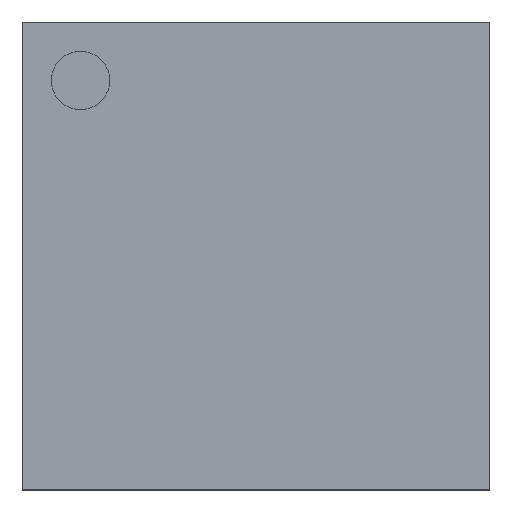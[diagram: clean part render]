
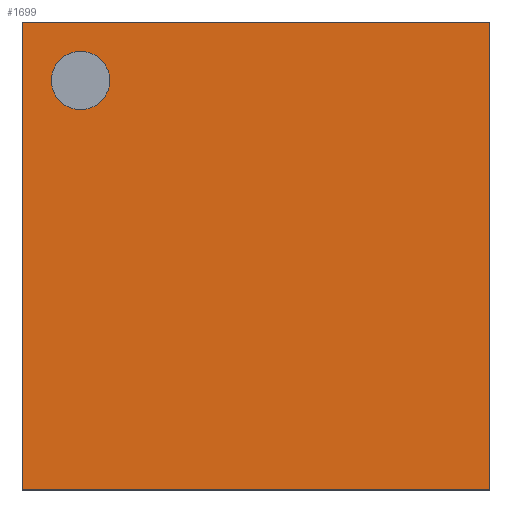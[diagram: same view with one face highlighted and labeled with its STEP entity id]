
A CAD part, top view. The second image highlights one B-rep face of the part: STEP entity #1699.
In plain terms, the highlighted planar face has unit normal (0, 0, 1).
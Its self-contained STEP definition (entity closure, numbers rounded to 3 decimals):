
#1510 = VERTEX_POINT('',#1511);
#1511 = CARTESIAN_POINT('',(-3.,-3.,1.));
#1518 = PLANE('',#1519);
#1519 = AXIS2_PLACEMENT_3D('',#1520,#1521,#1522);
#1520 = CARTESIAN_POINT('',(-3.,-3.,0.3));
#1521 = DIRECTION('',(1.,0.,0.));
#1522 = DIRECTION('',(0.,0.,1.));
#1530 = PLANE('',#1531);
#1531 = AXIS2_PLACEMENT_3D('',#1532,#1533,#1534);
#1532 = CARTESIAN_POINT('',(-3.,-3.,0.3));
#1533 = DIRECTION('',(0.,1.,0.));
#1534 = DIRECTION('',(0.,0.,1.));
#1571 = VERTEX_POINT('',#1572);
#1572 = CARTESIAN_POINT('',(-3.,3.,1.));
#1586 = PLANE('',#1587);
#1587 = AXIS2_PLACEMENT_3D('',#1588,#1589,#1590);
#1588 = CARTESIAN_POINT('',(-3.,3.,0.3));
#1589 = DIRECTION('',(0.,1.,0.));
#1590 = DIRECTION('',(0.,0.,1.));
#1598 = EDGE_CURVE('',#1510,#1571,#1599,.T.);
#1599 = SURFACE_CURVE('',#1600,(#1604,#1611),.PCURVE_S1.);
#1600 = LINE('',#1601,#1602);
#1601 = CARTESIAN_POINT('',(-3.,-3.,1.));
#1602 = VECTOR('',#1603,1.);
#1603 = DIRECTION('',(0.,1.,0.));
#1604 = PCURVE('',#1518,#1605);
#1605 = DEFINITIONAL_REPRESENTATION('',(#1606),#1610);
#1606 = LINE('',#1607,#1608);
#1607 = CARTESIAN_POINT('',(0.7,0.));
#1608 = VECTOR('',#1609,1.);
#1609 = DIRECTION('',(0.,-1.));
#1610 = ( GEOMETRIC_REPRESENTATION_CONTEXT(2) 
PARAMETRIC_REPRESENTATION_CONTEXT() REPRESENTATION_CONTEXT('2D SPACE',''
  ) );
#1611 = PCURVE('',#1612,#1617);
#1612 = PLANE('',#1613);
#1613 = AXIS2_PLACEMENT_3D('',#1614,#1615,#1616);
#1614 = CARTESIAN_POINT('',(-3.,-3.,1.));
#1615 = DIRECTION('',(0.,0.,1.));
#1616 = DIRECTION('',(1.,0.,0.));
#1617 = DEFINITIONAL_REPRESENTATION('',(#1618),#1622);
#1618 = LINE('',#1619,#1620);
#1619 = CARTESIAN_POINT('',(0.,0.));
#1620 = VECTOR('',#1621,1.);
#1621 = DIRECTION('',(0.,1.));
#1622 = ( GEOMETRIC_REPRESENTATION_CONTEXT(2) 
PARAMETRIC_REPRESENTATION_CONTEXT() REPRESENTATION_CONTEXT('2D SPACE',''
  ) );
#1651 = EDGE_CURVE('',#1510,#1652,#1654,.T.);
#1652 = VERTEX_POINT('',#1653);
#1653 = CARTESIAN_POINT('',(3.,-3.,1.));
#1654 = SURFACE_CURVE('',#1655,(#1659,#1666),.PCURVE_S1.);
#1655 = LINE('',#1656,#1657);
#1656 = CARTESIAN_POINT('',(-3.,-3.,1.));
#1657 = VECTOR('',#1658,1.);
#1658 = DIRECTION('',(1.,0.,0.));
#1659 = PCURVE('',#1530,#1660);
#1660 = DEFINITIONAL_REPRESENTATION('',(#1661),#1665);
#1661 = LINE('',#1662,#1663);
#1662 = CARTESIAN_POINT('',(0.7,0.));
#1663 = VECTOR('',#1664,1.);
#1664 = DIRECTION('',(0.,1.));
#1665 = ( GEOMETRIC_REPRESENTATION_CONTEXT(2) 
PARAMETRIC_REPRESENTATION_CONTEXT() REPRESENTATION_CONTEXT('2D SPACE',''
  ) );
#1666 = PCURVE('',#1612,#1667);
#1667 = DEFINITIONAL_REPRESENTATION('',(#1668),#1672);
#1668 = LINE('',#1669,#1670);
#1669 = CARTESIAN_POINT('',(0.,0.));
#1670 = VECTOR('',#1671,1.);
#1671 = DIRECTION('',(1.,0.));
#1672 = ( GEOMETRIC_REPRESENTATION_CONTEXT(2) 
PARAMETRIC_REPRESENTATION_CONTEXT() REPRESENTATION_CONTEXT('2D SPACE',''
  ) );
#1688 = PLANE('',#1689);
#1689 = AXIS2_PLACEMENT_3D('',#1690,#1691,#1692);
#1690 = CARTESIAN_POINT('',(3.,-3.,0.3));
#1691 = DIRECTION('',(1.,0.,0.));
#1692 = DIRECTION('',(0.,0.,1.));
#1699 = ADVANCED_FACE('',(#1700,#1748),#1612,.T.);
#1700 = FACE_BOUND('',#1701,.T.);
#1701 = EDGE_LOOP('',(#1702,#1703,#1704,#1727));
#1702 = ORIENTED_EDGE('',*,*,#1598,.F.);
#1703 = ORIENTED_EDGE('',*,*,#1651,.T.);
#1704 = ORIENTED_EDGE('',*,*,#1705,.T.);
#1705 = EDGE_CURVE('',#1652,#1706,#1708,.T.);
#1706 = VERTEX_POINT('',#1707);
#1707 = CARTESIAN_POINT('',(3.,3.,1.));
#1708 = SURFACE_CURVE('',#1709,(#1713,#1720),.PCURVE_S1.);
#1709 = LINE('',#1710,#1711);
#1710 = CARTESIAN_POINT('',(3.,-3.,1.));
#1711 = VECTOR('',#1712,1.);
#1712 = DIRECTION('',(0.,1.,0.));
#1713 = PCURVE('',#1612,#1714);
#1714 = DEFINITIONAL_REPRESENTATION('',(#1715),#1719);
#1715 = LINE('',#1716,#1717);
#1716 = CARTESIAN_POINT('',(6.,0.));
#1717 = VECTOR('',#1718,1.);
#1718 = DIRECTION('',(0.,1.));
#1719 = ( GEOMETRIC_REPRESENTATION_CONTEXT(2) 
PARAMETRIC_REPRESENTATION_CONTEXT() REPRESENTATION_CONTEXT('2D SPACE',''
  ) );
#1720 = PCURVE('',#1688,#1721);
#1721 = DEFINITIONAL_REPRESENTATION('',(#1722),#1726);
#1722 = LINE('',#1723,#1724);
#1723 = CARTESIAN_POINT('',(0.7,0.));
#1724 = VECTOR('',#1725,1.);
#1725 = DIRECTION('',(0.,-1.));
#1726 = ( GEOMETRIC_REPRESENTATION_CONTEXT(2) 
PARAMETRIC_REPRESENTATION_CONTEXT() REPRESENTATION_CONTEXT('2D SPACE',''
  ) );
#1727 = ORIENTED_EDGE('',*,*,#1728,.F.);
#1728 = EDGE_CURVE('',#1571,#1706,#1729,.T.);
#1729 = SURFACE_CURVE('',#1730,(#1734,#1741),.PCURVE_S1.);
#1730 = LINE('',#1731,#1732);
#1731 = CARTESIAN_POINT('',(-3.,3.,1.));
#1732 = VECTOR('',#1733,1.);
#1733 = DIRECTION('',(1.,0.,0.));
#1734 = PCURVE('',#1612,#1735);
#1735 = DEFINITIONAL_REPRESENTATION('',(#1736),#1740);
#1736 = LINE('',#1737,#1738);
#1737 = CARTESIAN_POINT('',(0.,6.));
#1738 = VECTOR('',#1739,1.);
#1739 = DIRECTION('',(1.,0.));
#1740 = ( GEOMETRIC_REPRESENTATION_CONTEXT(2) 
PARAMETRIC_REPRESENTATION_CONTEXT() REPRESENTATION_CONTEXT('2D SPACE',''
  ) );
#1741 = PCURVE('',#1586,#1742);
#1742 = DEFINITIONAL_REPRESENTATION('',(#1743),#1747);
#1743 = LINE('',#1744,#1745);
#1744 = CARTESIAN_POINT('',(0.7,0.));
#1745 = VECTOR('',#1746,1.);
#1746 = DIRECTION('',(0.,1.));
#1747 = ( GEOMETRIC_REPRESENTATION_CONTEXT(2) 
PARAMETRIC_REPRESENTATION_CONTEXT() REPRESENTATION_CONTEXT('2D SPACE',''
  ) );
#1748 = FACE_BOUND('',#1749,.T.);
#1749 = EDGE_LOOP('',(#1750));
#1750 = ORIENTED_EDGE('',*,*,#1751,.F.);
#1751 = EDGE_CURVE('',#1752,#1752,#1754,.T.);
#1752 = VERTEX_POINT('',#1753);
#1753 = CARTESIAN_POINT('',(-1.875,2.25,1.));
#1754 = SURFACE_CURVE('',#1755,(#1760,#1767),.PCURVE_S1.);
#1755 = CIRCLE('',#1756,0.375);
#1756 = AXIS2_PLACEMENT_3D('',#1757,#1758,#1759);
#1757 = CARTESIAN_POINT('',(-2.25,2.25,1.));
#1758 = DIRECTION('',(0.,0.,1.));
#1759 = DIRECTION('',(1.,0.,0.));
#1760 = PCURVE('',#1612,#1761);
#1761 = DEFINITIONAL_REPRESENTATION('',(#1762),#1766);
#1762 = CIRCLE('',#1763,0.375);
#1763 = AXIS2_PLACEMENT_2D('',#1764,#1765);
#1764 = CARTESIAN_POINT('',(0.75,5.25));
#1765 = DIRECTION('',(1.,0.));
#1766 = ( GEOMETRIC_REPRESENTATION_CONTEXT(2) 
PARAMETRIC_REPRESENTATION_CONTEXT() REPRESENTATION_CONTEXT('2D SPACE',''
  ) );
#1767 = PCURVE('',#1768,#1773);
#1768 = CYLINDRICAL_SURFACE('',#1769,0.375);
#1769 = AXIS2_PLACEMENT_3D('',#1770,#1771,#1772);
#1770 = CARTESIAN_POINT('',(-2.25,2.25,0.9));
#1771 = DIRECTION('',(0.,0.,1.));
#1772 = DIRECTION('',(1.,0.,0.));
#1773 = DEFINITIONAL_REPRESENTATION('',(#1774),#1778);
#1774 = LINE('',#1775,#1776);
#1775 = CARTESIAN_POINT('',(0.,0.1));
#1776 = VECTOR('',#1777,1.);
#1777 = DIRECTION('',(1.,0.));
#1778 = ( GEOMETRIC_REPRESENTATION_CONTEXT(2) 
PARAMETRIC_REPRESENTATION_CONTEXT() REPRESENTATION_CONTEXT('2D SPACE',''
  ) );
